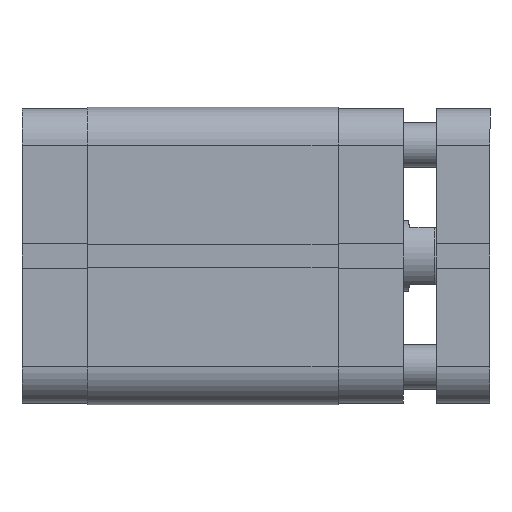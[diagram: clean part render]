
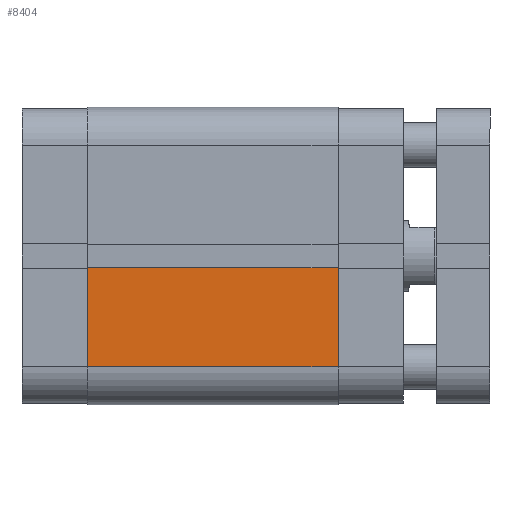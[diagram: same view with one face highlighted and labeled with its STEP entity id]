
A CAD part, front view. The second image highlights one B-rep face of the part: STEP entity #8404.
In plain terms, the highlighted planar face has unit normal (0, -1, 0).
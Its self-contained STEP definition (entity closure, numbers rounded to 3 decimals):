
#29 = CARTESIAN_POINT ( 'NONE',  ( -2.6, -33.5, 56.5 ) ) ;
#219 = VERTEX_POINT ( 'NONE', #478 ) ;
#222 = VERTEX_POINT ( 'NONE', #481 ) ;
#223 = VERTEX_POINT ( 'NONE', #482 ) ;
#259 = VERTEX_POINT ( 'NONE', #29 ) ;
#478 = CARTESIAN_POINT ( 'NONE',  ( -25., -33.5, 0. ) ) ;
#481 = CARTESIAN_POINT ( 'NONE',  ( -2.6, -33.5, 0. ) ) ;
#482 = CARTESIAN_POINT ( 'NONE',  ( -25., -33.5, 56.5 ) ) ;
#1239 = CARTESIAN_POINT ( 'NONE',  ( 0., -33.5, 56.5 ) ) ;
#1240 = DIRECTION ( 'NONE',  ( 1., 0., 0. ) ) ;
#1242 = CARTESIAN_POINT ( 'NONE',  ( -25., -33.5, 56.5 ) ) ;
#1243 = DIRECTION ( 'NONE',  ( 0., 0., -1. ) ) ;
#1249 = CARTESIAN_POINT ( 'NONE',  ( -2.6, -33.5, 56.5 ) ) ;
#1250 = DIRECTION ( 'NONE',  ( 0., 0., -1. ) ) ;
#1378 = CARTESIAN_POINT ( 'NONE',  ( 0., -33.5, 0. ) ) ;
#1381 = DIRECTION ( 'NONE',  ( 1., 0., 0. ) ) ;
#1975 = LINE ( 'NONE', #1239, #1976 ) ;
#1976 = VECTOR ( 'NONE', #1240, 1000. ) ;
#1977 = LINE ( 'NONE', #1242, #1978 ) ;
#1978 = VECTOR ( 'NONE', #1243, 1000. ) ;
#1983 = LINE ( 'NONE', #1249, #1984 ) ;
#1984 = VECTOR ( 'NONE', #1250, 1000. ) ;
#2085 = LINE ( 'NONE', #1378, #2088 ) ;
#2088 = VECTOR ( 'NONE', #1381, 1000. ) ;
#2848 = FACE_OUTER_BOUND ( 'NONE', #4850, .T. ) ;
#3651 = AXIS2_PLACEMENT_3D ( 'NONE', #7132, #7135, #7136 ) ;
#4086 = EDGE_CURVE ( 'NONE', #223, #259, #1975, .T. ) ;
#4087 = EDGE_CURVE ( 'NONE', #223, #219, #1977, .T. ) ;
#4090 = EDGE_CURVE ( 'NONE', #259, #222, #1983, .T. ) ;
#4604 = ORIENTED_EDGE ( 'NONE', *, *, #4087, .T. ) ;
#4605 = ORIENTED_EDGE ( 'NONE', *, *, #4086, .F. ) ;
#4606 = ORIENTED_EDGE ( 'NONE', *, *, #4090, .F. ) ;
#4607 = ORIENTED_EDGE ( 'NONE', *, *, #5868, .T. ) ;
#4850 = EDGE_LOOP ( 'NONE', ( #4607, #4606, #4605, #4604 ) ) ;
#5868 = EDGE_CURVE ( 'NONE', #219, #222, #2085, .T. ) ;
#7132 = CARTESIAN_POINT ( 'NONE',  ( 0., -33.5, 56.5 ) ) ;
#7133 = PLANE ( 'NONE',  #3651 ) ;
#7135 = DIRECTION ( 'NONE',  ( 0., 1., 0. ) ) ;
#7136 = DIRECTION ( 'NONE',  ( 0., 0., 1. ) ) ;
#8404 = ADVANCED_FACE ( 'NONE', ( #2848 ), #7133, .F. ) ;
